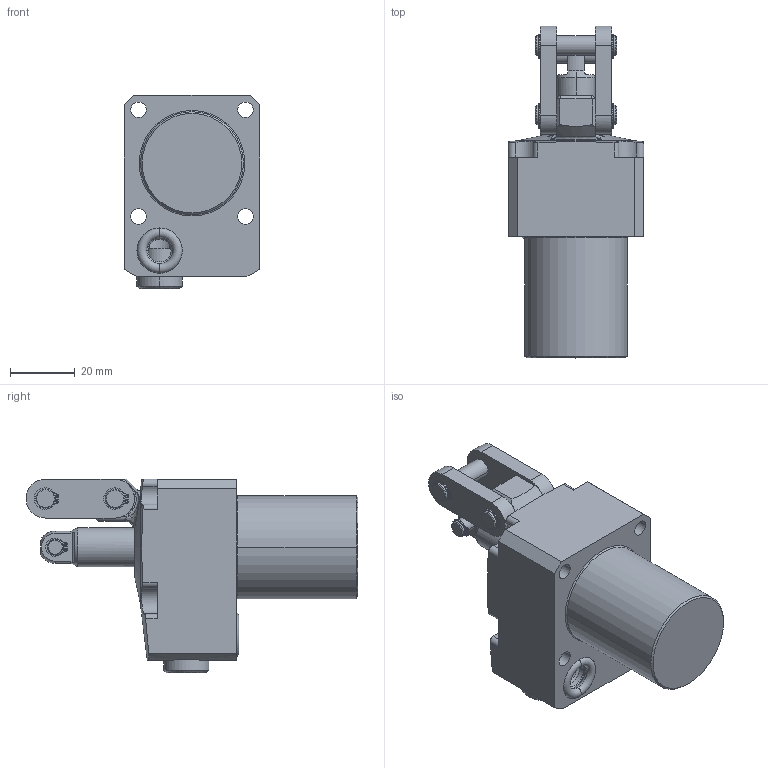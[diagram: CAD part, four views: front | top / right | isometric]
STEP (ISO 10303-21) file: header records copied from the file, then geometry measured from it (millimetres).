
FILE_DESCRIPTION((''),'2;1');
FILE_NAME('ILCMV41611200','2018-11-06T',('ngp'),(''),'PRO/ENGINEER BY PARAMETRIC TECHNOLOGY CORPORATION, 2013320','PRO/ENGINEER BY PARAMETRIC TECHNOLOGY CORPORATION, 2013320','');
FILE_SCHEMA(('AUTOMOTIVE_DESIGN { 1 0 10303 214 1 1 1 1 }'));
Length unit declared in the file: millimetre
Products named in the file (3): ILCMV41611200_BODY; ILCMV41611200_LUG; ILCMV41611200
Assembly tree (2 placements, depth 2):
  ILCMV41611200
    ILCMV41611200_BODY
    ILCMV41611200_LUG
Bounding box: 42 x 102.5 x 59.82 mm (x, y, z)
Volume: 103851.5 mm3; surface area: 24661.2 mm2
Topology: 3 solids, 5 shells, 342 faces, 880 edges, 561 vertices
Faces by surface type: cylinder 154, plane 120, cone 39, torus 17, sphere 8, bspline 4
Entity records: 13863 total; most frequent: CARTESIAN_POINT 2484, DIRECTION 1897, ORIENTED_EDGE 1744, PRESENTATION_STYLE_ASSIGNMENT 881, STYLED_ITEM 881, CURVE_STYLE 876, EDGE_CURVE 876, AXIS2_PLACEMENT_3D 763
